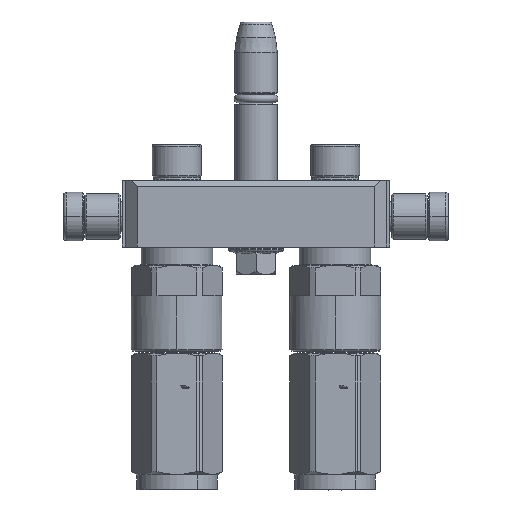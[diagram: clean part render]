
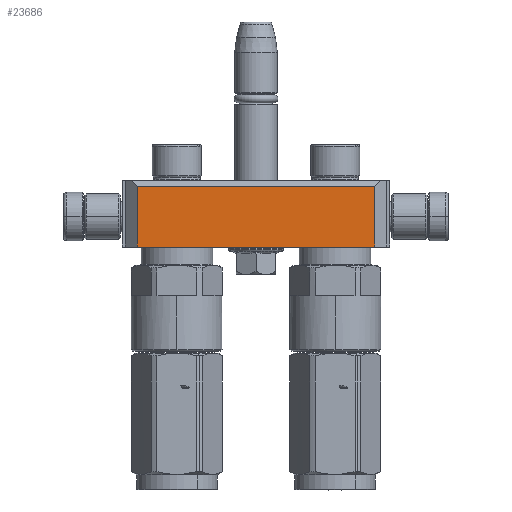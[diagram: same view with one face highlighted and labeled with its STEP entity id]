
A CAD part, left-side view. The second image highlights one B-rep face of the part: STEP entity #23686.
In plain terms, the highlighted planar face has unit normal (-1, 0, 0).
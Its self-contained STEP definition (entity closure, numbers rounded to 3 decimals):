
#364 = LINE ( 'NONE', #14097, #31905 ) ;
#954 = FACE_OUTER_BOUND ( 'NONE', #39827, .T. ) ;
#1888 = PLANE ( 'NONE',  #31985 ) ;
#3080 = EDGE_CURVE ( 'NONE', #7859, #35452, #45903, .T. ) ;
#3514 = EDGE_CURVE ( 'NONE', #43764, #7859, #41191, .T. ) ;
#6183 = CARTESIAN_POINT ( 'NONE',  ( -40., -39., 22. ) ) ;
#6951 = ORIENTED_EDGE ( 'NONE', *, *, #3080, .F. ) ;
#7421 = DIRECTION ( 'NONE',  ( 0., 0., -1. ) ) ;
#7847 = VECTOR ( 'NONE', #7421, 1000. ) ;
#7859 = VERTEX_POINT ( 'NONE', #41024 ) ;
#8925 = CARTESIAN_POINT ( 'NONE',  ( -40., 44., 0. ) ) ;
#10669 = DIRECTION ( 'NONE',  ( 0., -1., 0. ) ) ;
#13565 = CARTESIAN_POINT ( 'NONE',  ( -40., -39., 22. ) ) ;
#14097 = CARTESIAN_POINT ( 'NONE',  ( -40., 39., 22. ) ) ;
#16143 = VECTOR ( 'NONE', #33431, 1000. ) ;
#17642 = CARTESIAN_POINT ( 'NONE',  ( -40., 39., 2. ) ) ;
#18622 = CARTESIAN_POINT ( 'NONE',  ( -40., -39., 2. ) ) ;
#19580 = EDGE_CURVE ( 'NONE', #44430, #43764, #364, .T. ) ;
#23686 = ADVANCED_FACE ( 'NONE', ( #954 ), #1888, .T. ) ;
#29790 = CARTESIAN_POINT ( 'NONE',  ( -40., 39., 22. ) ) ;
#31905 = VECTOR ( 'NONE', #10669, 1000. ) ;
#31982 = VECTOR ( 'NONE', #44826, 1000. ) ;
#31985 = AXIS2_PLACEMENT_3D ( 'NONE', #8925, #34899, #42810 ) ;
#32556 = EDGE_CURVE ( 'NONE', #44430, #35452, #36424, .T. ) ;
#33431 = DIRECTION ( 'NONE',  ( 0., 0., -1. ) ) ;
#34899 = DIRECTION ( 'NONE',  ( -1., 0., 0. ) ) ;
#35452 = VERTEX_POINT ( 'NONE', #17642 ) ;
#35556 = ORIENTED_EDGE ( 'NONE', *, *, #19580, .F. ) ;
#36424 = LINE ( 'NONE', #29790, #7847 ) ;
#39825 = ORIENTED_EDGE ( 'NONE', *, *, #3514, .F. ) ;
#39827 = EDGE_LOOP ( 'NONE', ( #35556, #42655, #6951, #39825 ) ) ;
#41024 = CARTESIAN_POINT ( 'NONE',  ( -40., -39., 2. ) ) ;
#41191 = LINE ( 'NONE', #6183, #16143 ) ;
#42655 = ORIENTED_EDGE ( 'NONE', *, *, #32556, .T. ) ;
#42810 = DIRECTION ( 'NONE',  ( 0., -1., 0. ) ) ;
#43764 = VERTEX_POINT ( 'NONE', #13565 ) ;
#44430 = VERTEX_POINT ( 'NONE', #47538 ) ;
#44826 = DIRECTION ( 'NONE',  ( 0., 1., 0. ) ) ;
#45903 = LINE ( 'NONE', #18622, #31982 ) ;
#47538 = CARTESIAN_POINT ( 'NONE',  ( -40., 39., 22. ) ) ;
